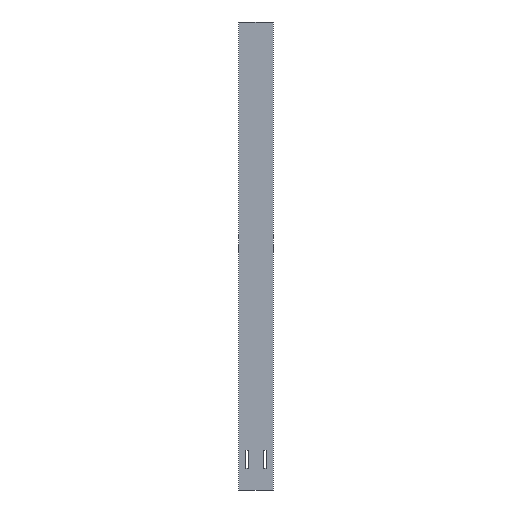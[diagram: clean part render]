
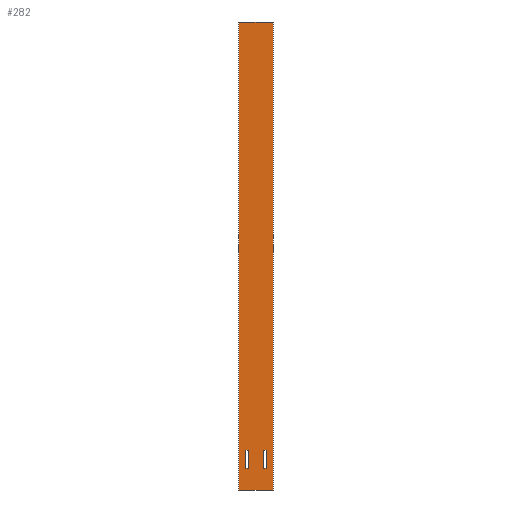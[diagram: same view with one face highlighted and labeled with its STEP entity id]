
A CAD part, front view. The second image highlights one B-rep face of the part: STEP entity #282.
In plain terms, the highlighted planar face has unit normal (0, -1, 0).
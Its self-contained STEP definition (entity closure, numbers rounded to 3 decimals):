
#17=FACE_BOUND('',#49,.T.);
#18=FACE_BOUND('',#50,.T.);
#32=FACE_OUTER_BOUND('',#48,.T.);
#48=EDGE_LOOP('',(#243,#244,#245,#246));
#49=EDGE_LOOP('',(#247,#248,#249,#250));
#50=EDGE_LOOP('',(#251,#252,#253,#254));
#51=LINE('',#381,#87);
#55=LINE('',#389,#91);
#58=LINE('',#395,#94);
#61=LINE('',#400,#97);
#63=LINE('',#405,#99);
#67=LINE('',#413,#103);
#70=LINE('',#419,#106);
#73=LINE('',#424,#109);
#75=LINE('',#429,#111);
#79=LINE('',#437,#115);
#82=LINE('',#443,#118);
#85=LINE('',#448,#121);
#87=VECTOR('',#315,10.);
#91=VECTOR('',#321,10.);
#94=VECTOR('',#326,10.);
#97=VECTOR('',#331,10.);
#99=VECTOR('',#335,10.);
#103=VECTOR('',#341,10.);
#106=VECTOR('',#346,10.);
#109=VECTOR('',#351,10.);
#111=VECTOR('',#355,10.);
#115=VECTOR('',#361,10.);
#118=VECTOR('',#366,10.);
#121=VECTOR('',#371,10.);
#123=VERTEX_POINT('',#379);
#124=VERTEX_POINT('',#380);
#127=VERTEX_POINT('',#388);
#129=VERTEX_POINT('',#394);
#131=VERTEX_POINT('',#403);
#132=VERTEX_POINT('',#404);
#135=VERTEX_POINT('',#412);
#137=VERTEX_POINT('',#418);
#139=VERTEX_POINT('',#427);
#140=VERTEX_POINT('',#428);
#143=VERTEX_POINT('',#436);
#145=VERTEX_POINT('',#442);
#147=EDGE_CURVE('',#123,#124,#51,.T.);
#151=EDGE_CURVE('',#124,#127,#55,.T.);
#154=EDGE_CURVE('',#127,#129,#58,.T.);
#157=EDGE_CURVE('',#129,#123,#61,.T.);
#159=EDGE_CURVE('',#131,#132,#63,.T.);
#163=EDGE_CURVE('',#132,#135,#67,.T.);
#166=EDGE_CURVE('',#135,#137,#70,.T.);
#169=EDGE_CURVE('',#137,#131,#73,.T.);
#171=EDGE_CURVE('',#139,#140,#75,.T.);
#175=EDGE_CURVE('',#140,#143,#79,.T.);
#178=EDGE_CURVE('',#143,#145,#82,.T.);
#181=EDGE_CURVE('',#145,#139,#85,.T.);
#243=ORIENTED_EDGE('',*,*,#181,.T.);
#244=ORIENTED_EDGE('',*,*,#171,.T.);
#245=ORIENTED_EDGE('',*,*,#175,.T.);
#246=ORIENTED_EDGE('',*,*,#178,.T.);
#247=ORIENTED_EDGE('',*,*,#147,.T.);
#248=ORIENTED_EDGE('',*,*,#151,.T.);
#249=ORIENTED_EDGE('',*,*,#154,.T.);
#250=ORIENTED_EDGE('',*,*,#157,.T.);
#251=ORIENTED_EDGE('',*,*,#159,.T.);
#252=ORIENTED_EDGE('',*,*,#163,.T.);
#253=ORIENTED_EDGE('',*,*,#166,.T.);
#254=ORIENTED_EDGE('',*,*,#169,.T.);
#268=PLANE('',#310);
#282=ADVANCED_FACE('',(#32,#17,#18),#268,.F.);
#310=AXIS2_PLACEMENT_3D('',#451,#375,#376);
#315=DIRECTION('',(0.,0.,1.));
#321=DIRECTION('',(1.,0.,0.));
#326=DIRECTION('',(0.,0.,-1.));
#331=DIRECTION('',(-1.,0.,0.));
#335=DIRECTION('',(0.,0.,1.));
#341=DIRECTION('',(1.,0.,0.));
#346=DIRECTION('',(0.,0.,-1.));
#351=DIRECTION('',(-1.,0.,0.));
#355=DIRECTION('',(0.,0.,-1.));
#361=DIRECTION('',(1.,0.,0.));
#366=DIRECTION('',(0.,0.,1.));
#371=DIRECTION('',(-1.,0.,0.));
#375=DIRECTION('center_axis',(0.,1.,0.));
#376=DIRECTION('ref_axis',(1.,0.,0.));
#379=CARTESIAN_POINT('',(-1.4,0.,-29.5));
#380=CARTESIAN_POINT('',(-1.4,0.,-27.));
#381=CARTESIAN_POINT('',(-1.4,0.,-13.5));
#388=CARTESIAN_POINT('',(-0.99,0.,-27.));
#389=CARTESIAN_POINT('',(-0.495,0.,-27.));
#394=CARTESIAN_POINT('',(-0.99,0.,-29.5));
#395=CARTESIAN_POINT('',(-0.99,0.,-14.75));
#400=CARTESIAN_POINT('',(-0.7,0.,-29.5));
#403=CARTESIAN_POINT('',(0.99,0.,-29.5));
#404=CARTESIAN_POINT('',(0.99,0.,-27.));
#405=CARTESIAN_POINT('',(0.99,0.,-13.5));
#412=CARTESIAN_POINT('',(1.4,0.,-27.));
#413=CARTESIAN_POINT('',(0.7,0.,-27.));
#418=CARTESIAN_POINT('',(1.4,0.,-29.5));
#419=CARTESIAN_POINT('',(1.4,0.,-14.75));
#424=CARTESIAN_POINT('',(0.495,0.,-29.5));
#427=CARTESIAN_POINT('',(-2.4,0.,32.5));
#428=CARTESIAN_POINT('',(-2.4,0.,-32.5));
#429=CARTESIAN_POINT('',(-2.4,0.,32.5));
#436=CARTESIAN_POINT('',(2.4,0.,-32.5));
#437=CARTESIAN_POINT('',(-2.4,0.,-32.5));
#442=CARTESIAN_POINT('',(2.4,0.,32.5));
#443=CARTESIAN_POINT('',(2.4,0.,-32.5));
#448=CARTESIAN_POINT('',(2.4,0.,32.5));
#451=CARTESIAN_POINT('Origin',(0.,0.,0.));
